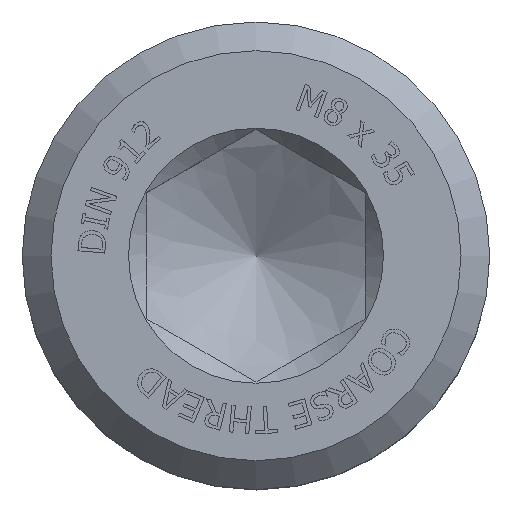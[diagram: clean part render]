
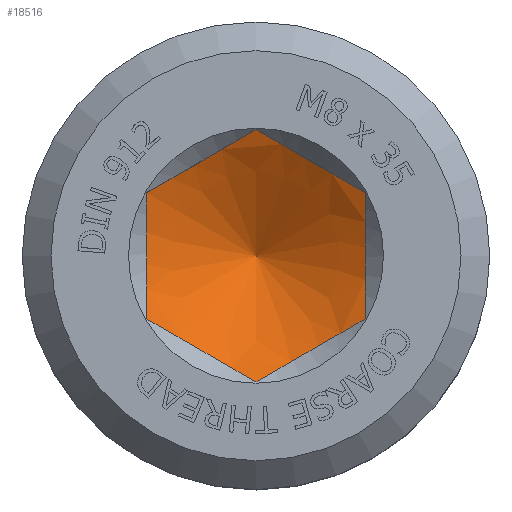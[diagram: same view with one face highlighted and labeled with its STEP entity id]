
A CAD part, top view. The second image highlights one B-rep face of the part: STEP entity #18516.
In plain terms, the highlighted conical face has half-angle 60 degrees and reference radius 2.6 mm.
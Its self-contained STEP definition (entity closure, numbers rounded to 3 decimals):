
#18164=CARTESIAN_POINT('',(0.,3.51,-4.0));
#18165=VERTEX_POINT('',#18164);
#18172=CARTESIAN_POINT('',(3.04,1.755,-4.0));
#18173=VERTEX_POINT('',#18172);
#18174=CARTESIAN_POINT('',(3.04,1.755,-4.0));
#18175=CARTESIAN_POINT('',(1.52,2.633,-4.507));
#18176=CARTESIAN_POINT('',(0.,3.51,-4.0));
#18184=(BOUNDED_CURVE()B_SPLINE_CURVE(2,(#18174,#18175,#18176),.UNSPECIFIED.,.F.,.U.)B_SPLINE_CURVE_WITH_KNOTS((3,3),(0.21,0.67),.UNSPECIFIED.)CURVE()GEOMETRIC_REPRESENTATION_ITEM()RATIONAL_B_SPLINE_CURVE((1.258,1.453,1.258))REPRESENTATION_ITEM(''));
#18185=EDGE_CURVE('',#18173,#18165,#18184,.T.);
#18202=CARTESIAN_POINT('',(-3.04,1.755,-4.0));
#18203=VERTEX_POINT('',#18202);
#18210=CARTESIAN_POINT('',(0.,3.51,-4.0));
#18211=CARTESIAN_POINT('',(-1.52,2.633,-4.507));
#18212=CARTESIAN_POINT('',(-3.04,1.755,-4.0));
#18220=(BOUNDED_CURVE()B_SPLINE_CURVE(2,(#18210,#18211,#18212),.UNSPECIFIED.,.F.,.U.)B_SPLINE_CURVE_WITH_KNOTS((3,3),(0.21,0.67),.UNSPECIFIED.)CURVE()GEOMETRIC_REPRESENTATION_ITEM()RATIONAL_B_SPLINE_CURVE((1.258,1.453,1.258))REPRESENTATION_ITEM(''));
#18221=EDGE_CURVE('',#18165,#18203,#18220,.T.);
#18233=CARTESIAN_POINT('',(-3.04,-1.755,-4.0));
#18234=VERTEX_POINT('',#18233);
#18241=CARTESIAN_POINT('',(-3.04,1.755,-4.0));
#18242=CARTESIAN_POINT('',(-3.04,0.,-4.507));
#18243=CARTESIAN_POINT('',(-3.04,-1.755,-4.0));
#18251=(BOUNDED_CURVE()B_SPLINE_CURVE(2,(#18241,#18242,#18243),.UNSPECIFIED.,.F.,.U.)B_SPLINE_CURVE_WITH_KNOTS((3,3),(0.21,0.67),.UNSPECIFIED.)CURVE()GEOMETRIC_REPRESENTATION_ITEM()RATIONAL_B_SPLINE_CURVE((1.258,1.453,1.258))REPRESENTATION_ITEM(''));
#18252=EDGE_CURVE('',#18203,#18234,#18251,.T.);
#18264=CARTESIAN_POINT('',(0.,-3.51,-4.0));
#18265=VERTEX_POINT('',#18264);
#18272=CARTESIAN_POINT('',(-3.04,-1.755,-4.0));
#18273=CARTESIAN_POINT('',(-1.52,-2.633,-4.507));
#18274=CARTESIAN_POINT('',(0.,-3.51,-4.0));
#18282=(BOUNDED_CURVE()B_SPLINE_CURVE(2,(#18272,#18273,#18274),.UNSPECIFIED.,.F.,.U.)B_SPLINE_CURVE_WITH_KNOTS((3,3),(0.21,0.67),.UNSPECIFIED.)CURVE()GEOMETRIC_REPRESENTATION_ITEM()RATIONAL_B_SPLINE_CURVE((1.258,1.453,1.258))REPRESENTATION_ITEM(''));
#18283=EDGE_CURVE('',#18234,#18265,#18282,.T.);
#18295=CARTESIAN_POINT('',(3.04,-1.755,-4.));
#18296=VERTEX_POINT('',#18295);
#18303=CARTESIAN_POINT('',(0.,-3.51,-4.0));
#18304=CARTESIAN_POINT('',(1.52,-2.633,-4.507));
#18305=CARTESIAN_POINT('',(3.04,-1.755,-4.));
#18313=(BOUNDED_CURVE()B_SPLINE_CURVE(2,(#18303,#18304,#18305),.UNSPECIFIED.,.F.,.U.)B_SPLINE_CURVE_WITH_KNOTS((3,3),(0.21,0.67),.UNSPECIFIED.)CURVE()GEOMETRIC_REPRESENTATION_ITEM()RATIONAL_B_SPLINE_CURVE((1.258,1.453,1.258))REPRESENTATION_ITEM(''));
#18314=EDGE_CURVE('',#18265,#18296,#18313,.T.);
#18327=CARTESIAN_POINT('',(3.04,-1.755,-4.));
#18328=CARTESIAN_POINT('',(3.04,0.,-4.507));
#18329=CARTESIAN_POINT('',(3.04,1.755,-4.0));
#18337=(BOUNDED_CURVE()B_SPLINE_CURVE(2,(#18327,#18328,#18329),.UNSPECIFIED.,.F.,.U.)B_SPLINE_CURVE_WITH_KNOTS((3,3),(0.21,0.67),.UNSPECIFIED.)CURVE()GEOMETRIC_REPRESENTATION_ITEM()RATIONAL_B_SPLINE_CURVE((1.258,1.453,1.258))REPRESENTATION_ITEM(''));
#18338=EDGE_CURVE('',#18296,#18173,#18337,.T.);
#18503=CARTESIAN_POINT('',(0.0,0.,-4.526));
#18504=DIRECTION('',(0.0,0.,1.0));
#18505=DIRECTION('',(0.0,1.0,0.0));
#18506=AXIS2_PLACEMENT_3D('',#18503,#18504,#18505);
#18507=CONICAL_SURFACE('',#18506,2.6,60.);
#18508=ORIENTED_EDGE('',*,*,#18252,.T.);
#18509=ORIENTED_EDGE('',*,*,#18283,.T.);
#18510=ORIENTED_EDGE('',*,*,#18314,.T.);
#18511=ORIENTED_EDGE('',*,*,#18338,.T.);
#18512=ORIENTED_EDGE('',*,*,#18185,.T.);
#18513=ORIENTED_EDGE('',*,*,#18221,.T.);
#18514=EDGE_LOOP('',(#18508,#18509,#18510,#18511,#18512,#18513));
#18515=FACE_OUTER_BOUND('',#18514,.T.);
#18516=ADVANCED_FACE('',(#18515),#18507,.F.);
